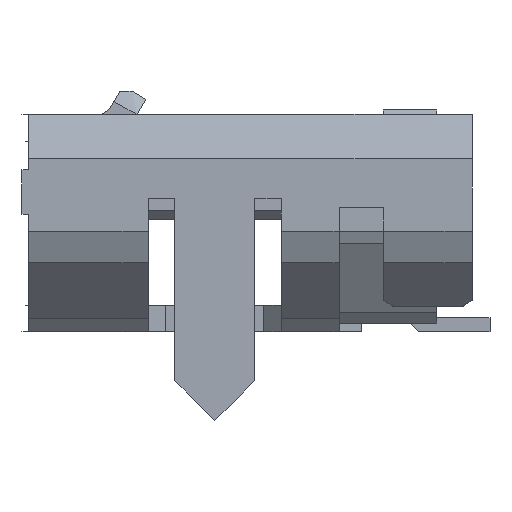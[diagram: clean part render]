
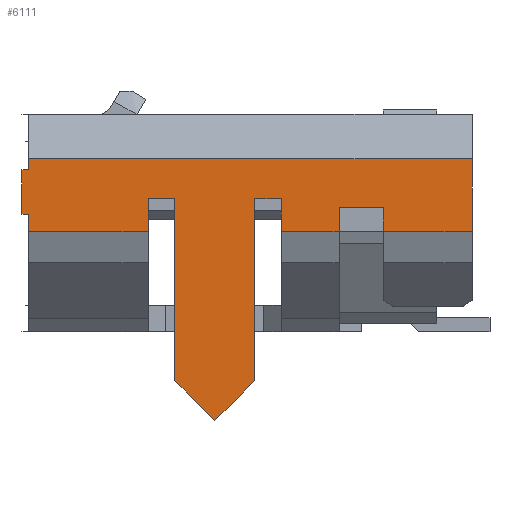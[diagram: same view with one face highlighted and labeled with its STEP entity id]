
A CAD part, front view. The second image highlights one B-rep face of the part: STEP entity #6111.
In plain terms, the highlighted planar face has unit normal (0, 1, 0).
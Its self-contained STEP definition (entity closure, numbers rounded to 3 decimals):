
#242=(
BOUNDED_CURVE()
B_SPLINE_CURVE(2,(#31237,#31238,#31239),.UNSPECIFIED.,.F.,.F.)
B_SPLINE_CURVE_WITH_KNOTS((3,3),(-0.707,0.),.UNSPECIFIED.)
CURVE()
GEOMETRIC_REPRESENTATION_ITEM()
RATIONAL_B_SPLINE_CURVE((1.,0.707,1.))
REPRESENTATION_ITEM('')
);
#243=(
BOUNDED_CURVE()
B_SPLINE_CURVE(2,(#31240,#31241,#31242),.UNSPECIFIED.,.F.,.F.)
B_SPLINE_CURVE_WITH_KNOTS((3,3),(-0.707,0.),.UNSPECIFIED.)
CURVE()
GEOMETRIC_REPRESENTATION_ITEM()
RATIONAL_B_SPLINE_CURVE((1.,0.707,1.))
REPRESENTATION_ITEM('')
);
#244=(
BOUNDED_CURVE()
B_SPLINE_CURVE(2,(#31245,#31246,#31247,#31248,#31249),.UNSPECIFIED.,.F.,
 .F.)
B_SPLINE_CURVE_WITH_KNOTS((3,2,3),(-0.471,-0.236,
0.),.UNSPECIFIED.)
CURVE()
GEOMETRIC_REPRESENTATION_ITEM()
RATIONAL_B_SPLINE_CURVE((1.,0.707,1.,0.707,1.))
REPRESENTATION_ITEM('')
);
#245=(
BOUNDED_CURVE()
B_SPLINE_CURVE(2,(#31256,#31257,#31258,#31259,#31260),.UNSPECIFIED.,.F.,
 .F.)
B_SPLINE_CURVE_WITH_KNOTS((3,2,3),(-0.785,-0.393,
0.),.UNSPECIFIED.)
CURVE()
GEOMETRIC_REPRESENTATION_ITEM()
RATIONAL_B_SPLINE_CURVE((1.,0.707,1.,0.707,1.))
REPRESENTATION_ITEM('')
);
#246=(
BOUNDED_CURVE()
B_SPLINE_CURVE(2,(#31283,#31284,#31285,#31286,#31287),.UNSPECIFIED.,.F.,
 .F.)
B_SPLINE_CURVE_WITH_KNOTS((3,2,3),(-0.471,-0.236,
0.),.UNSPECIFIED.)
CURVE()
GEOMETRIC_REPRESENTATION_ITEM()
RATIONAL_B_SPLINE_CURVE((1.,0.707,1.,0.707,1.))
REPRESENTATION_ITEM('')
);
#6111=ADVANCED_FACE('',(#6558),#17405,.T.);
#6558=FACE_OUTER_BOUND('',#7005,.T.);
#7005=EDGE_LOOP('',(#8033,#8034,#8035,#8036,#8037,#8038,#8039,#8040,#8041,
#8042,#8043,#8044,#8045,#8046,#8047,#8048,#8049,#8050,#8051,#8052,#8053));
#8033=ORIENTED_EDGE('',*,*,#10689,.T.);
#8034=ORIENTED_EDGE('',*,*,#10709,.T.);
#8035=ORIENTED_EDGE('',*,*,#10708,.T.);
#8036=ORIENTED_EDGE('',*,*,#10707,.T.);
#8037=ORIENTED_EDGE('',*,*,#10706,.T.);
#8038=ORIENTED_EDGE('',*,*,#10705,.T.);
#8039=ORIENTED_EDGE('',*,*,#10704,.T.);
#8040=ORIENTED_EDGE('',*,*,#10703,.T.);
#8041=ORIENTED_EDGE('',*,*,#10702,.T.);
#8042=ORIENTED_EDGE('',*,*,#10701,.T.);
#8043=ORIENTED_EDGE('',*,*,#10700,.T.);
#8044=ORIENTED_EDGE('',*,*,#10699,.T.);
#8045=ORIENTED_EDGE('',*,*,#10698,.T.);
#8046=ORIENTED_EDGE('',*,*,#10697,.T.);
#8047=ORIENTED_EDGE('',*,*,#10696,.T.);
#8048=ORIENTED_EDGE('',*,*,#10695,.T.);
#8049=ORIENTED_EDGE('',*,*,#10694,.T.);
#8050=ORIENTED_EDGE('',*,*,#10693,.T.);
#8051=ORIENTED_EDGE('',*,*,#10692,.T.);
#8052=ORIENTED_EDGE('',*,*,#10691,.T.);
#8053=ORIENTED_EDGE('',*,*,#10690,.T.);
#10689=EDGE_CURVE('',#15381,#15382,#242,.T.);
#10690=EDGE_CURVE('',#15383,#15381,#243,.T.);
#10691=EDGE_CURVE('',#15384,#15383,#13155,.T.);
#10692=EDGE_CURVE('',#15385,#15384,#244,.T.);
#10693=EDGE_CURVE('',#15386,#15385,#13156,.T.);
#10694=EDGE_CURVE('',#15387,#15386,#13157,.T.);
#10695=EDGE_CURVE('',#15388,#15387,#13158,.T.);
#10696=EDGE_CURVE('',#15389,#15388,#245,.T.);
#10697=EDGE_CURVE('',#15390,#15389,#13159,.T.);
#10698=EDGE_CURVE('',#15391,#15390,#13160,.T.);
#10699=EDGE_CURVE('',#15392,#15391,#13161,.T.);
#10700=EDGE_CURVE('',#15393,#15392,#13162,.T.);
#10701=EDGE_CURVE('',#15394,#15393,#13163,.T.);
#10702=EDGE_CURVE('',#15395,#15394,#13164,.T.);
#10703=EDGE_CURVE('',#15396,#15395,#13165,.T.);
#10704=EDGE_CURVE('',#15397,#15396,#13166,.T.);
#10705=EDGE_CURVE('',#15398,#15397,#13167,.T.);
#10706=EDGE_CURVE('',#15399,#15398,#13168,.T.);
#10707=EDGE_CURVE('',#15400,#15399,#13169,.T.);
#10708=EDGE_CURVE('',#15401,#15400,#246,.T.);
#10709=EDGE_CURVE('',#15382,#15401,#13170,.T.);
#13155=B_SPLINE_CURVE_WITH_KNOTS('',1,(#31243,#31244),.UNSPECIFIED.,.F.,
 .F.,(2,2),(-2.05,0.),.UNSPECIFIED.);
#13156=B_SPLINE_CURVE_WITH_KNOTS('',1,(#31250,#31251),.UNSPECIFIED.,.F.,
 .F.,(2,2),(-0.367,0.),.UNSPECIFIED.);
#13157=B_SPLINE_CURVE_WITH_KNOTS('',1,(#31252,#31253),.UNSPECIFIED.,.F.,
 .F.,(2,2),(-0.65,0.),.UNSPECIFIED.);
#13158=B_SPLINE_CURVE_WITH_KNOTS('',1,(#31254,#31255),.UNSPECIFIED.,.F.,
 .F.,(2,2),(-0.267,0.),.UNSPECIFIED.);
#13159=B_SPLINE_CURVE_WITH_KNOTS('',1,(#31261,#31262),.UNSPECIFIED.,.F.,
 .F.,(2,2),(-0.267,0.),.UNSPECIFIED.);
#13160=B_SPLINE_CURVE_WITH_KNOTS('',1,(#31263,#31264),.UNSPECIFIED.,.F.,
 .F.,(2,2),(-1.,0.),.UNSPECIFIED.);
#13161=B_SPLINE_CURVE_WITH_KNOTS('',1,(#31265,#31266),.UNSPECIFIED.,.F.,
 .F.,(2,2),(-0.817,0.),.UNSPECIFIED.);
#13162=B_SPLINE_CURVE_WITH_KNOTS('',1,(#31267,#31268),.UNSPECIFIED.,.F.,
 .F.,(2,2),(-5.,0.),.UNSPECIFIED.);
#13163=B_SPLINE_CURVE_WITH_KNOTS('',1,(#31269,#31270),.UNSPECIFIED.,.F.,
 .F.,(2,2),(-0.125,0.),.UNSPECIFIED.);
#13164=B_SPLINE_CURVE_WITH_KNOTS('',1,(#31271,#31272),.UNSPECIFIED.,.F.,
 .F.,(2,2),(-0.071,0.),.UNSPECIFIED.);
#13165=B_SPLINE_CURVE_WITH_KNOTS('',1,(#31273,#31274),.UNSPECIFIED.,.F.,
 .F.,(2,2),(-0.5,0.),.UNSPECIFIED.);
#13166=B_SPLINE_CURVE_WITH_KNOTS('',1,(#31275,#31276),.UNSPECIFIED.,.F.,
 .F.,(2,2),(-0.071,0.),.UNSPECIFIED.);
#13167=B_SPLINE_CURVE_WITH_KNOTS('',1,(#31277,#31278),.UNSPECIFIED.,.F.,
 .F.,(2,2),(-0.192,0.),.UNSPECIFIED.);
#13168=B_SPLINE_CURVE_WITH_KNOTS('',1,(#31279,#31280),.UNSPECIFIED.,.F.,
 .F.,(2,2),(-1.35,0.),.UNSPECIFIED.);
#13169=B_SPLINE_CURVE_WITH_KNOTS('',1,(#31281,#31282),.UNSPECIFIED.,.F.,
 .F.,(2,2),(-0.367,0.),.UNSPECIFIED.);
#13170=B_SPLINE_CURVE_WITH_KNOTS('',1,(#31288,#31289),.UNSPECIFIED.,.F.,
 .F.,(2,2),(-2.05,0.),.UNSPECIFIED.);
#15381=VERTEX_POINT('',#31216);
#15382=VERTEX_POINT('',#31217);
#15383=VERTEX_POINT('',#31218);
#15384=VERTEX_POINT('',#31219);
#15385=VERTEX_POINT('',#31220);
#15386=VERTEX_POINT('',#31221);
#15387=VERTEX_POINT('',#31222);
#15388=VERTEX_POINT('',#31223);
#15389=VERTEX_POINT('',#31224);
#15390=VERTEX_POINT('',#31225);
#15391=VERTEX_POINT('',#31226);
#15392=VERTEX_POINT('',#31227);
#15393=VERTEX_POINT('',#31228);
#15394=VERTEX_POINT('',#31229);
#15395=VERTEX_POINT('',#31230);
#15396=VERTEX_POINT('',#31231);
#15397=VERTEX_POINT('',#31232);
#15398=VERTEX_POINT('',#31233);
#15399=VERTEX_POINT('',#31234);
#15400=VERTEX_POINT('',#31235);
#15401=VERTEX_POINT('',#31236);
#17405=PLANE('',#25094);
#25094=AXIS2_PLACEMENT_3D('',#31215,#25404,$);
#25404=DIRECTION('',(0.,1.,0.));
#31215=CARTESIAN_POINT('',(5.507,2.85,-1.02));
#31216=CARTESIAN_POINT('',(2.1,2.85,-0.725));
#31217=CARTESIAN_POINT('',(1.65,2.85,-0.275));
#31218=CARTESIAN_POINT('',(2.55,2.85,-0.275));
#31219=CARTESIAN_POINT('',(2.55,2.85,1.775));
#31220=CARTESIAN_POINT('',(2.85,2.85,1.775));
#31221=CARTESIAN_POINT('',(2.85,2.85,1.408));
#31222=CARTESIAN_POINT('',(3.5,2.85,1.408));
#31223=CARTESIAN_POINT('',(3.5,2.85,1.675));
#31224=CARTESIAN_POINT('',(4.,2.85,1.675));
#31225=CARTESIAN_POINT('',(4.,2.85,1.408));
#31226=CARTESIAN_POINT('',(5.,2.85,1.408));
#31227=CARTESIAN_POINT('',(5.,2.85,2.225));
#31228=CARTESIAN_POINT('',(0.,2.85,2.225));
#31229=CARTESIAN_POINT('',(0.,2.85,2.1));
#31230=CARTESIAN_POINT('',(-0.071,2.85,2.1));
#31231=CARTESIAN_POINT('',(-0.071,2.85,1.6));
#31232=CARTESIAN_POINT('',(0.,2.85,1.6));
#31233=CARTESIAN_POINT('',(0.,2.85,1.408));
#31234=CARTESIAN_POINT('',(1.35,2.85,1.408));
#31235=CARTESIAN_POINT('',(1.35,2.85,1.775));
#31236=CARTESIAN_POINT('',(1.65,2.85,1.775));
#31237=CARTESIAN_POINT('',(2.1,2.85,-0.725));
#31238=CARTESIAN_POINT('',(1.65,2.85,-0.725));
#31239=CARTESIAN_POINT('',(1.65,2.85,-0.275));
#31240=CARTESIAN_POINT('',(2.55,2.85,-0.275));
#31241=CARTESIAN_POINT('',(2.55,2.85,-0.725));
#31242=CARTESIAN_POINT('',(2.1,2.85,-0.725));
#31243=CARTESIAN_POINT('',(2.55,2.85,1.775));
#31244=CARTESIAN_POINT('',(2.55,2.85,-0.275));
#31245=CARTESIAN_POINT('',(2.85,2.85,1.775));
#31246=CARTESIAN_POINT('',(2.85,2.85,1.925));
#31247=CARTESIAN_POINT('',(2.7,2.85,1.925));
#31248=CARTESIAN_POINT('',(2.55,2.85,1.925));
#31249=CARTESIAN_POINT('',(2.55,2.85,1.775));
#31250=CARTESIAN_POINT('',(2.85,2.85,1.408));
#31251=CARTESIAN_POINT('',(2.85,2.85,1.775));
#31252=CARTESIAN_POINT('',(3.5,2.85,1.408));
#31253=CARTESIAN_POINT('',(2.85,2.85,1.408));
#31254=CARTESIAN_POINT('',(3.5,2.85,1.675));
#31255=CARTESIAN_POINT('',(3.5,2.85,1.408));
#31256=CARTESIAN_POINT('',(4.,2.85,1.675));
#31257=CARTESIAN_POINT('',(4.,2.85,1.925));
#31258=CARTESIAN_POINT('',(3.75,2.85,1.925));
#31259=CARTESIAN_POINT('',(3.5,2.85,1.925));
#31260=CARTESIAN_POINT('',(3.5,2.85,1.675));
#31261=CARTESIAN_POINT('',(4.,2.85,1.408));
#31262=CARTESIAN_POINT('',(4.,2.85,1.675));
#31263=CARTESIAN_POINT('',(5.,2.85,1.408));
#31264=CARTESIAN_POINT('',(4.,2.85,1.408));
#31265=CARTESIAN_POINT('',(5.,2.85,2.225));
#31266=CARTESIAN_POINT('',(5.,2.85,1.408));
#31267=CARTESIAN_POINT('',(0.,2.85,2.225));
#31268=CARTESIAN_POINT('',(5.,2.85,2.225));
#31269=CARTESIAN_POINT('',(0.,2.85,2.1));
#31270=CARTESIAN_POINT('',(0.,2.85,2.225));
#31271=CARTESIAN_POINT('',(-0.071,2.85,2.1));
#31272=CARTESIAN_POINT('',(0.,2.85,2.1));
#31273=CARTESIAN_POINT('',(-0.071,2.85,1.6));
#31274=CARTESIAN_POINT('',(-0.071,2.85,2.1));
#31275=CARTESIAN_POINT('',(0.,2.85,1.6));
#31276=CARTESIAN_POINT('',(-0.071,2.85,1.6));
#31277=CARTESIAN_POINT('',(0.,2.85,1.408));
#31278=CARTESIAN_POINT('',(0.,2.85,1.6));
#31279=CARTESIAN_POINT('',(1.35,2.85,1.408));
#31280=CARTESIAN_POINT('',(0.,2.85,1.408));
#31281=CARTESIAN_POINT('',(1.35,2.85,1.775));
#31282=CARTESIAN_POINT('',(1.35,2.85,1.408));
#31283=CARTESIAN_POINT('',(1.65,2.85,1.775));
#31284=CARTESIAN_POINT('',(1.65,2.85,1.925));
#31285=CARTESIAN_POINT('',(1.5,2.85,1.925));
#31286=CARTESIAN_POINT('',(1.35,2.85,1.925));
#31287=CARTESIAN_POINT('',(1.35,2.85,1.775));
#31288=CARTESIAN_POINT('',(1.65,2.85,-0.275));
#31289=CARTESIAN_POINT('',(1.65,2.85,1.775));
